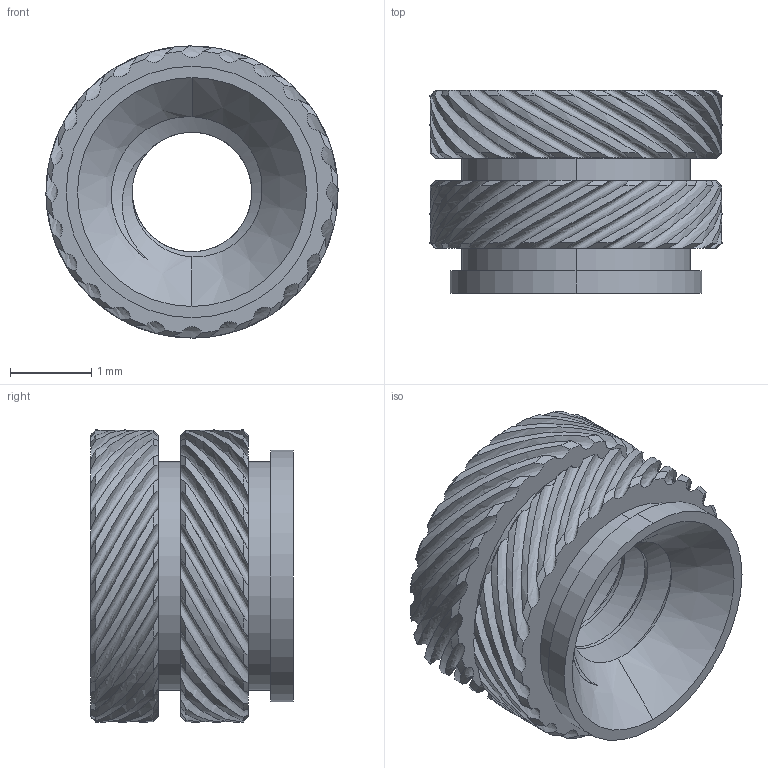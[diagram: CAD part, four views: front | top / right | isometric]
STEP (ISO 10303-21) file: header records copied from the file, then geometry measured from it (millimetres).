
FILE_DESCRIPTION (( 'STEP AP203' ), '1' );
FILE_NAME ('94459A110.STEP', '2018-05-15T13:49:57', ( '' ), ( '' ), 'SwSTEP 2.0', 'SolidWorks 2014', '' );
FILE_SCHEMA (( 'CONFIG_CONTROL_DESIGN' ));
Length unit declared in the file: millimetre
Products named in the file (1): 94459A110
Bounding box: 3.6 x 2.5 x 3.6 mm (x, y, z)
Volume: 13.4 mm3; surface area: 81 mm2
Topology: 1 solids, 1 shells, 227 faces, 666 edges, 445 vertices
Faces by surface type: cone 100, cylinder 70, bspline 51, plane 6
Entity records: 13621 total; most frequent: CARTESIAN_POINT 8375, ORIENTED_EDGE 1332, DIRECTION 895, EDGE_CURVE 666, VERTEX_POINT 445, AXIS2_PLACEMENT_3D 435, CIRCLE 258, EDGE_LOOP 233
